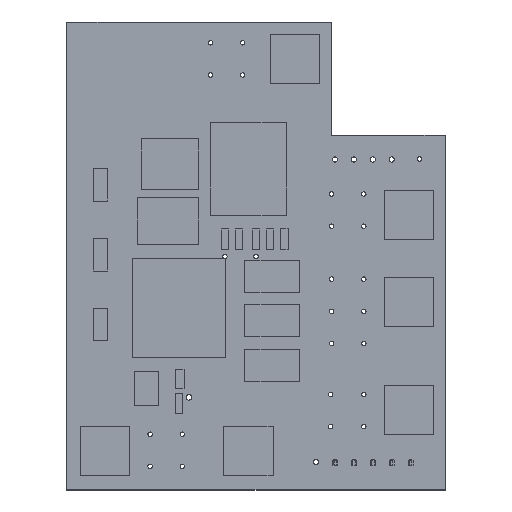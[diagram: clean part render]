
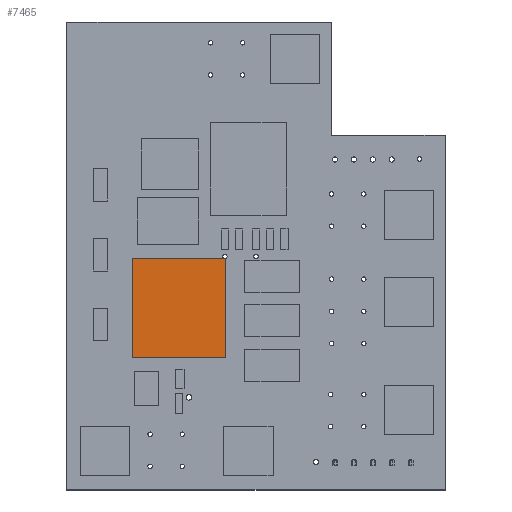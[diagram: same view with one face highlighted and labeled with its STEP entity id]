
A CAD part, top view. The second image highlights one B-rep face of the part: STEP entity #7465.
In plain terms, the highlighted planar face has unit normal (0, 0, 1).
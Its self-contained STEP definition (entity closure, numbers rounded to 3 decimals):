
#307=PLANE('',#8167);
#704=FACE_OUTER_BOUND('',#1197,.T.);
#1197=EDGE_LOOP('',(#5399,#5400,#5401,#5402));
#1623=LINE('',#10862,#2515);
#1627=LINE('',#10869,#2519);
#1630=LINE('',#10875,#2522);
#1632=LINE('',#10878,#2524);
#2515=VECTOR('',#8931,1000.);
#2519=VECTOR('',#8937,1000.);
#2522=VECTOR('',#8942,1000.);
#2524=VECTOR('',#8946,1000.);
#3545=VERTEX_POINT('',#10859);
#3546=VERTEX_POINT('',#10861);
#3548=VERTEX_POINT('',#10867);
#3550=VERTEX_POINT('',#10873);
#4235=EDGE_CURVE('',#3545,#3546,#1623,.T.);
#4239=EDGE_CURVE('',#3545,#3548,#1627,.T.);
#4242=EDGE_CURVE('',#3548,#3550,#1630,.T.);
#4244=EDGE_CURVE('',#3546,#3550,#1632,.T.);
#5399=ORIENTED_EDGE('',*,*,#4235,.F.);
#5400=ORIENTED_EDGE('',*,*,#4239,.T.);
#5401=ORIENTED_EDGE('',*,*,#4242,.T.);
#5402=ORIENTED_EDGE('',*,*,#4244,.F.);
#7465=ADVANCED_FACE('',(#704),#307,.T.);
#8167=AXIS2_PLACEMENT_3D('',#10879,#8947,#8948);
#8931=DIRECTION('',(0.,1.,0.));
#8937=DIRECTION('',(1.,0.,0.));
#8942=DIRECTION('',(0.,1.,0.));
#8946=DIRECTION('',(1.,0.,0.));
#8947=DIRECTION('center_axis',(0.,0.,
1.));
#8948=DIRECTION('ref_axis',(1.,0.,0.));
#10859=CARTESIAN_POINT('',(-6.52,-6.154,5.2));
#10861=CARTESIAN_POINT('',(-6.52,6.346,5.2));
#10862=CARTESIAN_POINT('',(-6.52,0.096,5.2));
#10867=CARTESIAN_POINT('',(6.78,-6.154,5.2));
#10869=CARTESIAN_POINT('',(0.13,-6.154,5.2));
#10873=CARTESIAN_POINT('',(6.78,6.346,5.2));
#10875=CARTESIAN_POINT('',(6.78,0.096,5.2));
#10878=CARTESIAN_POINT('',(0.13,6.346,5.2));
#10879=CARTESIAN_POINT('Origin',(0.13,0.096,5.2));
